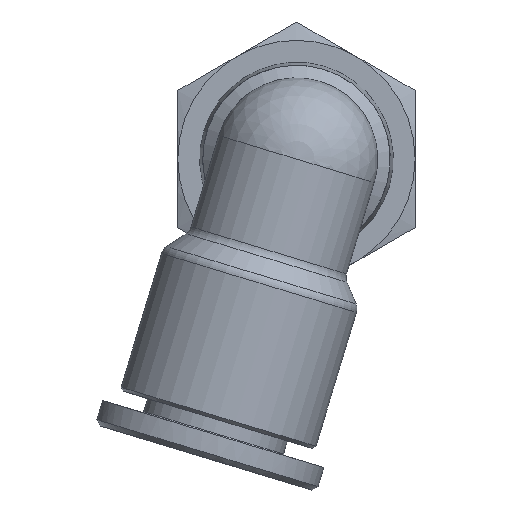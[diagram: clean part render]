
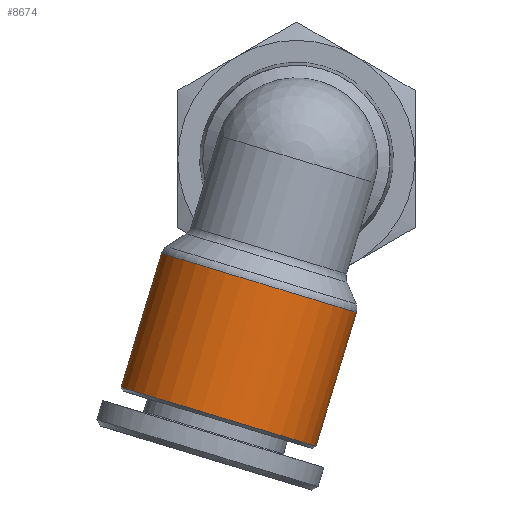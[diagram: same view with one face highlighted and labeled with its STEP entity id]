
A CAD part, left-side view. The second image highlights one B-rep face of the part: STEP entity #8674.
In plain terms, the highlighted cylindrical face has radius 8.15 mm (diameter 16.3 mm), a full revolution.
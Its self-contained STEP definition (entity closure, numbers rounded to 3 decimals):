
#50=CYLINDRICAL_SURFACE('',#9182,8.15);
#4764=ORIENTED_EDGE('',*,*,#5988,.F.);
#4765=ORIENTED_EDGE('',*,*,#5991,.F.);
#5988=EDGE_CURVE('',#6808,#6808,#6857,.T.);
#5991=EDGE_CURVE('',#6811,#6811,#6860,.T.);
#6808=VERTEX_POINT('',#14091);
#6811=VERTEX_POINT('',#14156);
#6857=CIRCLE('',#9170,8.15);
#6860=CIRCLE('',#9178,8.15);
#7343=EDGE_LOOP('',(#4764));
#7344=EDGE_LOOP('',(#4765));
#7828=FACE_BOUND('',#7343,.T.);
#7829=FACE_BOUND('',#7344,.T.);
#8674=ADVANCED_FACE('',(#7828,#7829),#50,.T.);
#9170=AXIS2_PLACEMENT_3D('',#14090,#11242,#11243);
#9178=AXIS2_PLACEMENT_3D('',#14155,#11258,#11259);
#9182=AXIS2_PLACEMENT_3D('',#14162,#11266,#11267);
#11242=DIRECTION('',(1.,0.,0.));
#11243=DIRECTION('',(0.,0.,1.));
#11258=DIRECTION('',(-1.,0.,0.));
#11259=DIRECTION('',(0.,0.,-1.));
#11266=DIRECTION('',(1.,0.,0.));
#11267=DIRECTION('',(0.,0.,1.));
#14090=CARTESIAN_POINT('',(34.601,17.287,3.248));
#14091=CARTESIAN_POINT('',(34.601,17.287,11.398));
#14155=CARTESIAN_POINT('',(23.411,17.287,3.248));
#14156=CARTESIAN_POINT('',(23.411,17.287,-4.902));
#14162=CARTESIAN_POINT('',(28.051,17.287,3.248));
